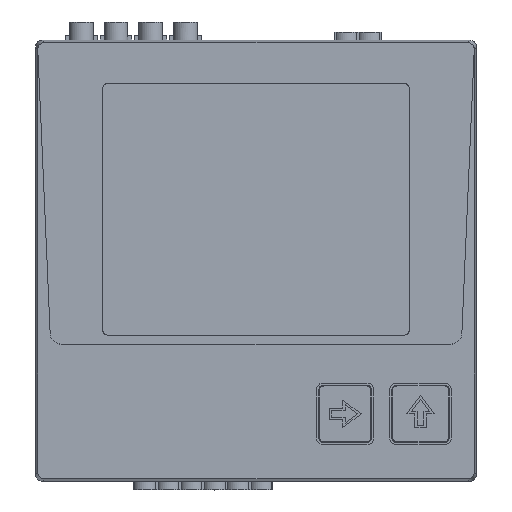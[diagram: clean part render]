
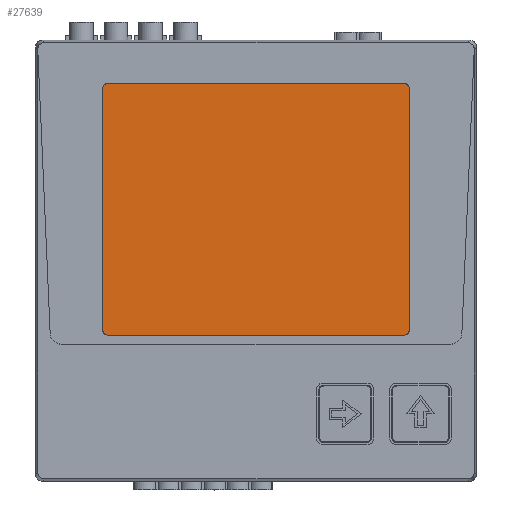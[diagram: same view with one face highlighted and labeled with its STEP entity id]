
A CAD part, top view. The second image highlights one B-rep face of the part: STEP entity #27639.
In plain terms, the highlighted planar face has unit normal (0, 0, 1).
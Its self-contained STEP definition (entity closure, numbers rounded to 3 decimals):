
#27384=AXIS2_PLACEMENT_3D('Circle Axis2P3D',#27382,#27383,$) ;
#27462=AXIS2_PLACEMENT_3D('Circle Axis2P3D',#27460,#27461,$) ;
#27526=AXIS2_PLACEMENT_3D('Circle Axis2P3D',#27524,#27525,$) ;
#27590=AXIS2_PLACEMENT_3D('Circle Axis2P3D',#27588,#27589,$) ;
#27627=AXIS2_PLACEMENT_3D('Plane Axis2P3D',#27624,#27625,#27626) ;
#27379=CARTESIAN_POINT('Vertex',(14.75,87.85,78.05)) ;
#27382=CARTESIAN_POINT('Axis2P3D Location',(15.75,87.85,78.05)) ;
#27386=CARTESIAN_POINT('Vertex',(15.75,88.85,78.05)) ;
#27425=CARTESIAN_POINT('Vertex',(14.75,34.85,78.05)) ;
#27428=CARTESIAN_POINT('Line Origine',(14.75,61.35,78.05)) ;
#27457=CARTESIAN_POINT('Vertex',(15.75,33.85,78.05)) ;
#27460=CARTESIAN_POINT('Axis2P3D Location',(15.75,34.85,78.05)) ;
#27489=CARTESIAN_POINT('Vertex',(80.75,33.85,78.05)) ;
#27492=CARTESIAN_POINT('Line Origine',(48.25,33.85,78.05)) ;
#27521=CARTESIAN_POINT('Vertex',(81.75,34.85,78.05)) ;
#27524=CARTESIAN_POINT('Axis2P3D Location',(80.75,34.85,78.05)) ;
#27553=CARTESIAN_POINT('Vertex',(81.75,87.85,78.05)) ;
#27556=CARTESIAN_POINT('Line Origine',(81.75,61.35,78.05)) ;
#27585=CARTESIAN_POINT('Vertex',(80.75,88.85,78.05)) ;
#27588=CARTESIAN_POINT('Axis2P3D Location',(80.75,87.85,78.05)) ;
#27611=CARTESIAN_POINT('Line Origine',(48.25,88.85,78.05)) ;
#27624=CARTESIAN_POINT('Axis2P3D Location',(0.,0.,78.05)) ;
#27383=DIRECTION('Axis2P3D Direction',(0.,0.,1.)) ;
#27429=DIRECTION('Vector Direction',(0.,-1.,0.)) ;
#27461=DIRECTION('Axis2P3D Direction',(0.,0.,1.)) ;
#27493=DIRECTION('Vector Direction',(-1.,0.,0.)) ;
#27525=DIRECTION('Axis2P3D Direction',(0.,0.,1.)) ;
#27557=DIRECTION('Vector Direction',(0.,1.,0.)) ;
#27589=DIRECTION('Axis2P3D Direction',(0.,0.,1.)) ;
#27612=DIRECTION('Vector Direction',(1.,0.,0.)) ;
#27625=DIRECTION('Axis2P3D Direction',(0.,0.,1.)) ;
#27626=DIRECTION('Axis2P3D XDirection',(1.,0.,0.)) ;
#27430=VECTOR('Line Direction',#27429,1.) ;
#27494=VECTOR('Line Direction',#27493,1.) ;
#27558=VECTOR('Line Direction',#27557,1.) ;
#27613=VECTOR('Line Direction',#27612,1.) ;
#27630=ORIENTED_EDGE('',*,*,#27388,.T.) ;
#27631=ORIENTED_EDGE('',*,*,#27432,.T.) ;
#27632=ORIENTED_EDGE('',*,*,#27464,.T.) ;
#27633=ORIENTED_EDGE('',*,*,#27496,.T.) ;
#27634=ORIENTED_EDGE('',*,*,#27528,.T.) ;
#27635=ORIENTED_EDGE('',*,*,#27560,.T.) ;
#27636=ORIENTED_EDGE('',*,*,#27592,.T.) ;
#27637=ORIENTED_EDGE('',*,*,#27615,.T.) ;
#27639=ADVANCED_FACE('MONITOR',(#27638),#27628,.T.) ;
#27385=CIRCLE('generated circle',#27384,1.) ;
#27463=CIRCLE('generated circle',#27462,1.) ;
#27527=CIRCLE('generated circle',#27526,1.) ;
#27591=CIRCLE('generated circle',#27590,1.) ;
#27388=EDGE_CURVE('',#27387,#27380,#27385,.T.) ;
#27432=EDGE_CURVE('',#27380,#27426,#27431,.T.) ;
#27464=EDGE_CURVE('',#27426,#27458,#27463,.T.) ;
#27496=EDGE_CURVE('',#27458,#27490,#27495,.F.) ;
#27528=EDGE_CURVE('',#27490,#27522,#27527,.T.) ;
#27560=EDGE_CURVE('',#27522,#27554,#27559,.T.) ;
#27592=EDGE_CURVE('',#27554,#27586,#27591,.T.) ;
#27615=EDGE_CURVE('',#27586,#27387,#27614,.F.) ;
#27629=EDGE_LOOP('',(#27630,#27631,#27632,#27633,#27634,#27635,#27636,#27637)) ;
#27638=FACE_OUTER_BOUND('',#27629,.T.) ;
#27431=LINE('Line',#27428,#27430) ;
#27495=LINE('Line',#27492,#27494) ;
#27559=LINE('Line',#27556,#27558) ;
#27614=LINE('Line',#27611,#27613) ;
#27628=PLANE('',#27627) ;
#27380=VERTEX_POINT('',#27379) ;
#27387=VERTEX_POINT('',#27386) ;
#27426=VERTEX_POINT('',#27425) ;
#27458=VERTEX_POINT('',#27457) ;
#27490=VERTEX_POINT('',#27489) ;
#27522=VERTEX_POINT('',#27521) ;
#27554=VERTEX_POINT('',#27553) ;
#27586=VERTEX_POINT('',#27585) ;
